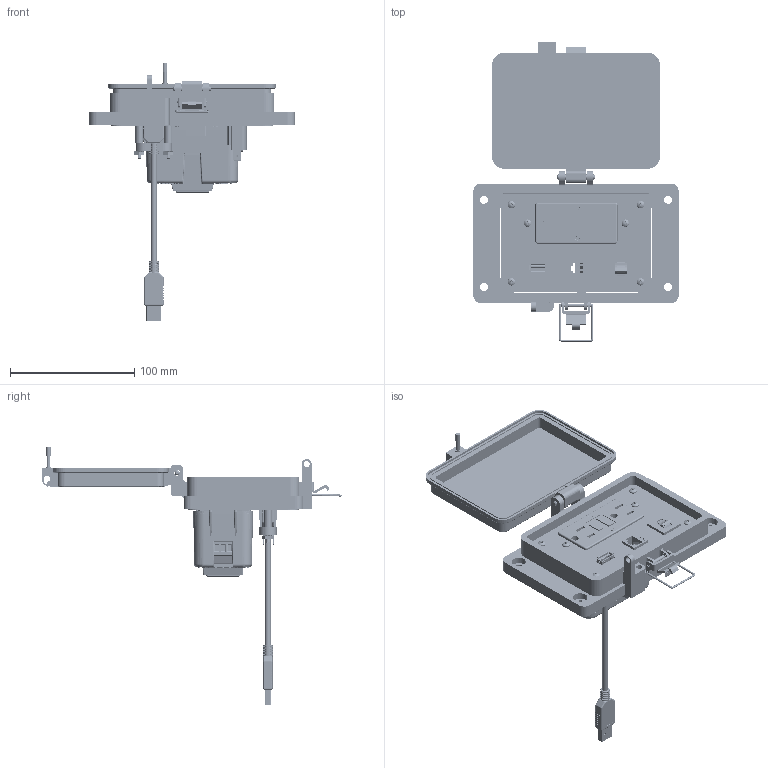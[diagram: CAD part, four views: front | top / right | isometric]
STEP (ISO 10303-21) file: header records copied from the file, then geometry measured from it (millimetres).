
FILE_DESCRIPTION (( 'STEP AP203' ), '1' );
FILE_NAME ('P-P11R2-M2RF3_3D.STEP', '2021-12-01T20:34:53', ( '' ), ( '' ), 'SwSTEP 2.0', 'SolidWorks 2019', '' );
FILE_SCHEMA (( 'CONFIG_CONTROL_DESIGN' ));
Products named in the file (21): Z-020-3047; P-P11R2-M2RF3_FP; Z-200-OTLT-GFIH-15A_sheared; Z-001-SPR_1-1_4; P-P11R2-M2RF3_BP; P-P11R2-M2RF3_3D; P-P11R2-M2RF3_TP1; RF_WOE; 92005A124_METRIC PAN HEAD PHILLIPS MACHINE SCREW_92005A124; CBX; R2; Z-002-632516HN_90675A007; Z-H-M2_B; Z-CB-SM; P11; 90272A106_ZINC-PLTD STL PAN HEAD PHILLIPS MACHINE SCREW_90272A106; Z-120-RIOF-SHELL_WOE; Z-200-OTLT-RIOF-15A_WOE; Z-300-RJ45CAT5; P-P11R2-M2RF3_TP2; 632FH_1-3_4-IN
Assembly tree (29 placements, depth 4):
  P-P11R2-M2RF3_3D
    P-P11R2-M2RF3_BP
    P11
      Z-020-3047
    P-P11R2-M2RF3_TP1
    P-P11R2-M2RF3_TP2
    90272A106_ZINC-PLTD STL PAN HEAD PHILLIPS MACHINE SCREW_90272A106  x2
    P-P11R2-M2RF3_FP
    R2
      Z-300-RJ45CAT5
    92005A124_METRIC PAN HEAD PHILLIPS MACHINE SCREW_92005A124  x6
    Z-H-M2_B
    RF_WOE
      Z-200-OTLT-RIOF-15A_WOE
        Z-120-RIOF-SHELL_WOE
        Z-200-OTLT-GFIH-15A_sheared
    632FH_1-3_4-IN  x2
    Z-001-SPR_1-1_4  x2
    Z-002-632516HN_90675A007  x2
    CBX
      Z-CB-SM
Bounding box: 164.96 x 240.59 x 206.58 mm (x, y, z)
Volume: 375060 mm3; surface area: 244737.8 mm2
Topology: 58 solids, 64 shells, 7695 faces, 20628 edges, 13213 vertices
Faces by surface type: plane 3024, cylinder 2958, bspline 1348, cone 214, torus 85, sphere 66
Entity records: 264509 total; most frequent: CARTESIAN_POINT 117988, ORIENTED_EDGE 33370, DIRECTION 24981, EDGE_CURVE 16685, VERTEX_POINT 10629, VECTOR 9713, LINE 9713, AXIS2_PLACEMENT_3D 7634
